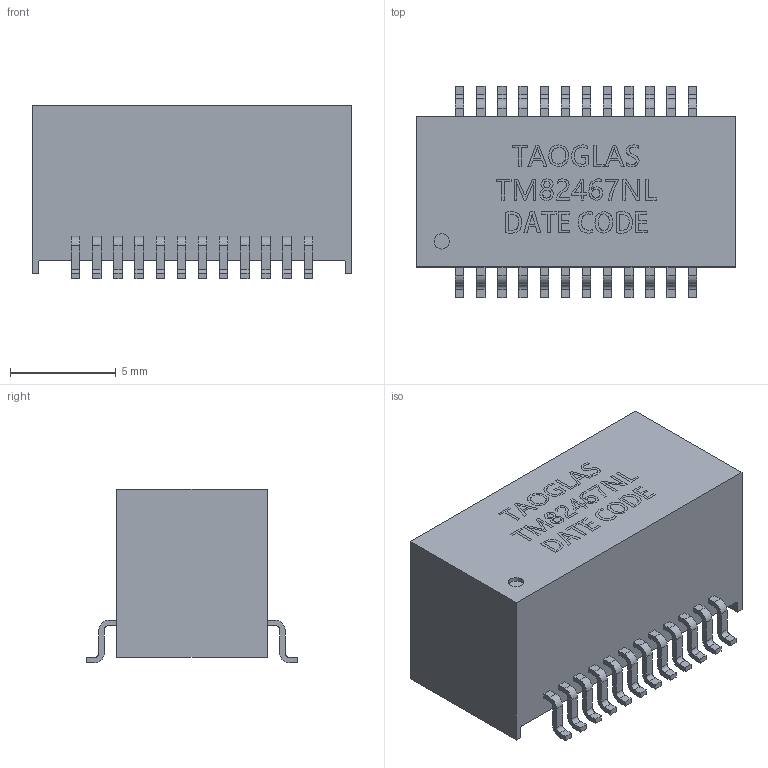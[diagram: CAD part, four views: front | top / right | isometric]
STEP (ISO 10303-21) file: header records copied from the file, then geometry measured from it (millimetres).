
FILE_DESCRIPTION (( 'STEP AP203' ), '1' );
FILE_NAME ('TM6164ANL.step', '2023-06-14T00:29:14', ( '' ), ( '' ), 'SwSTEP 2.0', 'SolidWorks 2022', '' );
FILE_SCHEMA (( 'CONFIG_CONTROL_DESIGN' ));
Length unit declared in the file: millimetre
Products named in the file (1): TM6164ANL
Bounding box: 15.1 x 10 x 8.2 mm (x, y, z)
Volume: 794.4 mm3; surface area: 649.1 mm2
Topology: 1 solids, 1 shells, 362 faces, 1171 edges, 871 vertices
Faces by surface type: plane 262, cylinder 100
Entity records: 13806 total; most frequent: CARTESIAN_POINT 3513, ORIENTED_EDGE 2342, DIRECTION 1826, EDGE_CURVE 1171, VERTEX_POINT 871, VECTOR 700, LINE 700, AXIS2_PLACEMENT_3D 563
